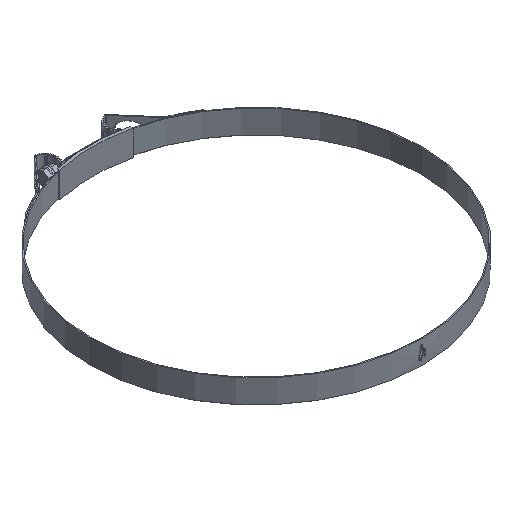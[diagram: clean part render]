
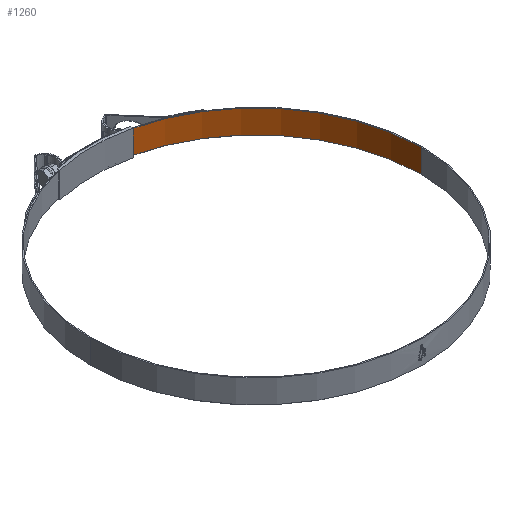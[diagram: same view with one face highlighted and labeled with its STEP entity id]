
A CAD part, isometric view. The second image highlights one B-rep face of the part: STEP entity #1260.
In plain terms, the highlighted cylindrical face has radius 197.5 mm (diameter 395 mm), a partial arc.
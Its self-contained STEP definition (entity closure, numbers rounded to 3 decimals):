
#1260 = ADVANCED_FACE ( 'NONE', ( #5524 ), #24301, .F. ) ;
#3060 = ORIENTED_EDGE ( 'NONE', *, *, #28558, .F. ) ;
#3732 = CARTESIAN_POINT ( 'NONE',  ( 197.5, 0., 14. ) ) ;
#4602 = DIRECTION ( 'NONE',  ( 0., 0., -1. ) ) ;
#5524 = FACE_OUTER_BOUND ( 'NONE', #23166, .T. ) ;
#6706 = ORIENTED_EDGE ( 'NONE', *, *, #36802, .F. ) ;
#7113 = CIRCLE ( 'NONE', #36134, 197.5 ) ;
#7259 = CIRCLE ( 'NONE', #11722, 197.5 ) ;
#7348 = ORIENTED_EDGE ( 'NONE', *, *, #32441, .T. ) ;
#7868 = ORIENTED_EDGE ( 'NONE', *, *, #19888, .T. ) ;
#8233 = VECTOR ( 'NONE', #4602, 1000. ) ;
#8901 = DIRECTION ( 'NONE',  ( 0., 0., -1. ) ) ;
#9546 = VERTEX_POINT ( 'NONE', #14390 ) ;
#10299 = CARTESIAN_POINT ( 'NONE',  ( 197.5, 0., -14. ) ) ;
#11722 = AXIS2_PLACEMENT_3D ( 'NONE', #13886, #20198, #23382 ) ;
#11754 = DIRECTION ( 'NONE',  ( -1., 0., 0. ) ) ;
#12843 = LINE ( 'NONE', #3732, #20178 ) ;
#13886 = CARTESIAN_POINT ( 'NONE',  ( 0., 0., 14. ) ) ;
#14309 = DIRECTION ( 'NONE',  ( 0., 0., -1. ) ) ;
#14390 = CARTESIAN_POINT ( 'NONE',  ( 197.5, 0., 14. ) ) ;
#16563 = VERTEX_POINT ( 'NONE', #10299 ) ;
#16754 = CARTESIAN_POINT ( 'NONE',  ( 41.65, 193.058, -14. ) ) ;
#17268 = CARTESIAN_POINT ( 'NONE',  ( 41.65, 193.058, 14. ) ) ;
#17967 = DIRECTION ( 'NONE',  ( -1., 0., 0. ) ) ;
#18829 = AXIS2_PLACEMENT_3D ( 'NONE', #30220, #8901, #17967 ) ;
#19506 = DIRECTION ( 'NONE',  ( 0., 0., -1. ) ) ;
#19888 = EDGE_CURVE ( 'NONE', #34109, #16563, #7113, .T. ) ;
#20178 = VECTOR ( 'NONE', #19506, 1000. ) ;
#20198 = DIRECTION ( 'NONE',  ( 0., 0., -1. ) ) ;
#23166 = EDGE_LOOP ( 'NONE', ( #3060, #6706, #7348, #7868 ) ) ;
#23382 = DIRECTION ( 'NONE',  ( -1., 0., 0. ) ) ;
#24301 = CYLINDRICAL_SURFACE ( 'NONE', #18829, 197.5 ) ;
#28558 = EDGE_CURVE ( 'NONE', #9546, #16563, #12843, .T. ) ;
#30220 = CARTESIAN_POINT ( 'NONE',  ( 0., 0., 14. ) ) ;
#31512 = CARTESIAN_POINT ( 'NONE',  ( 41.65, 193.058, 14. ) ) ;
#32441 = EDGE_CURVE ( 'NONE', #35996, #34109, #34660, .T. ) ;
#34109 = VERTEX_POINT ( 'NONE', #16754 ) ;
#34660 = LINE ( 'NONE', #17268, #8233 ) ;
#35840 = CARTESIAN_POINT ( 'NONE',  ( 0., 0., -14. ) ) ;
#35996 = VERTEX_POINT ( 'NONE', #31512 ) ;
#36134 = AXIS2_PLACEMENT_3D ( 'NONE', #35840, #14309, #11754 ) ;
#36802 = EDGE_CURVE ( 'NONE', #35996, #9546, #7259, .T. ) ;
